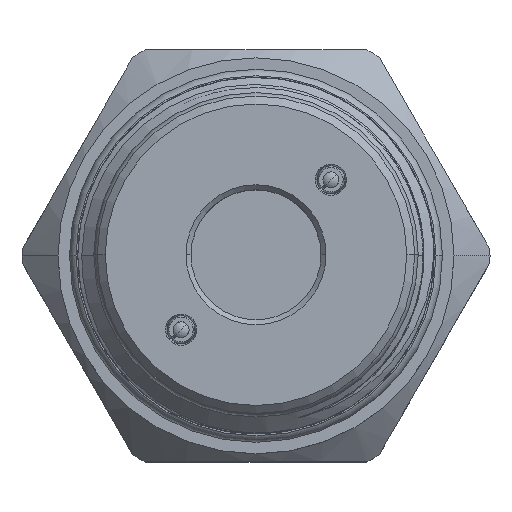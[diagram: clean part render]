
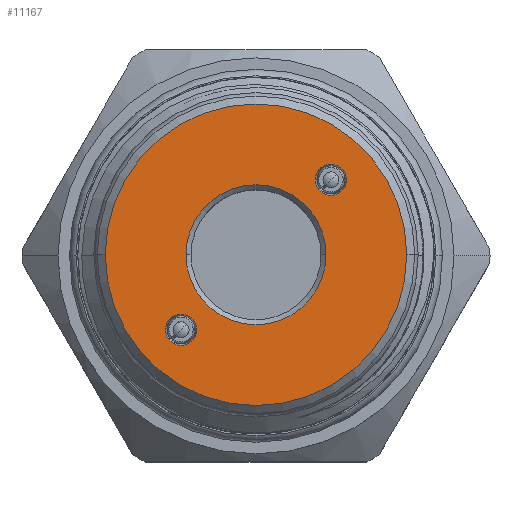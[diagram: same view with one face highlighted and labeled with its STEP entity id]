
A CAD part, top view. The second image highlights one B-rep face of the part: STEP entity #11167.
In plain terms, the highlighted planar face has unit normal (0, 0, 1).
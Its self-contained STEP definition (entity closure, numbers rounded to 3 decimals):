
#8 = CARTESIAN_POINT ( 'NONE',  ( -7.495, -7.495, 0. ) ) ;
#184 = VERTEX_POINT ( 'NONE', #10659 ) ;
#275 = AXIS2_PLACEMENT_3D ( 'NONE', #2534, #5216, #5104 ) ;
#443 = CARTESIAN_POINT ( 'NONE',  ( 7.495, 7.495, 0. ) ) ;
#476 = DIRECTION ( 'NONE',  ( 0., 0., 1. ) ) ;
#847 = AXIS2_PLACEMENT_3D ( 'NONE', #11743, #2452, #3693 ) ;
#958 = CARTESIAN_POINT ( 'NONE',  ( 7., 0., 0. ) ) ;
#973 = AXIS2_PLACEMENT_3D ( 'NONE', #16821, #7254, #3395 ) ;
#990 = ORIENTED_EDGE ( 'NONE', *, *, #11314, .F. ) ;
#1259 = EDGE_LOOP ( 'NONE', ( #5722, #9655 ) ) ;
#1409 = EDGE_CURVE ( 'NONE', #17004, #7720, #13435, .T. ) ;
#1500 = DIRECTION ( 'NONE',  ( -1., 0., 0. ) ) ;
#1709 = CARTESIAN_POINT ( 'NONE',  ( -9.056, -7.495, 0. ) ) ;
#1766 = AXIS2_PLACEMENT_3D ( 'NONE', #10265, #1972, #11381 ) ;
#1790 = AXIS2_PLACEMENT_3D ( 'NONE', #6926, #16296, #1500 ) ;
#1795 = DIRECTION ( 'NONE',  ( 0., 0., 1. ) ) ;
#1972 = DIRECTION ( 'NONE',  ( 0., 0., -1. ) ) ;
#2452 = DIRECTION ( 'NONE',  ( 0., 0., 1. ) ) ;
#2534 = CARTESIAN_POINT ( 'NONE',  ( 0., 0., 0. ) ) ;
#2627 = CIRCLE ( 'NONE', #1790, 15.075 ) ;
#2669 = AXIS2_PLACEMENT_3D ( 'NONE', #443, #1795, #11204 ) ;
#2685 = DIRECTION ( 'NONE',  ( -1., 0., 0. ) ) ;
#2885 = CARTESIAN_POINT ( 'NONE',  ( -15.075, 0., 0. ) ) ;
#2982 = CIRCLE ( 'NONE', #5041, 7. ) ;
#3395 = DIRECTION ( 'NONE',  ( -1., 0., 0. ) ) ;
#3490 = EDGE_LOOP ( 'NONE', ( #11852, #10514 ) ) ;
#3693 = DIRECTION ( 'NONE',  ( 1., 0., 0. ) ) ;
#3991 = CARTESIAN_POINT ( 'NONE',  ( 5.935, 7.495, 0. ) ) ;
#4041 = VERTEX_POINT ( 'NONE', #10081 ) ;
#4185 = FACE_OUTER_BOUND ( 'NONE', #1259, .T. ) ;
#4420 = CIRCLE ( 'NONE', #847, 1.561 ) ;
#4429 = EDGE_CURVE ( 'NONE', #184, #13222, #2627, .T. ) ;
#4610 = FACE_BOUND ( 'NONE', #3490, .T. ) ;
#5041 = AXIS2_PLACEMENT_3D ( 'NONE', #7215, #9880, #5743 ) ;
#5104 = DIRECTION ( 'NONE',  ( -1., 0., 0. ) ) ;
#5216 = DIRECTION ( 'NONE',  ( 0., 0., 1. ) ) ;
#5490 = ORIENTED_EDGE ( 'NONE', *, *, #10092, .F. ) ;
#5722 = ORIENTED_EDGE ( 'NONE', *, *, #14901, .T. ) ;
#5743 = DIRECTION ( 'NONE',  ( -1., 0., 0. ) ) ;
#6256 = EDGE_LOOP ( 'NONE', ( #990, #7115 ) ) ;
#6470 = ORIENTED_EDGE ( 'NONE', *, *, #9670, .F. ) ;
#6564 = AXIS2_PLACEMENT_3D ( 'NONE', #16635, #476, #16579 ) ;
#6926 = CARTESIAN_POINT ( 'NONE',  ( 0., 0., 0. ) ) ;
#7115 = ORIENTED_EDGE ( 'NONE', *, *, #11038, .F. ) ;
#7215 = CARTESIAN_POINT ( 'NONE',  ( 0., 0., 0. ) ) ;
#7254 = DIRECTION ( 'NONE',  ( 0., 0., -1. ) ) ;
#7618 = EDGE_CURVE ( 'NONE', #7720, #17004, #2982, .T. ) ;
#7720 = VERTEX_POINT ( 'NONE', #10117 ) ;
#8239 = DIRECTION ( 'NONE',  ( 0., 0., 1. ) ) ;
#8789 = AXIS2_PLACEMENT_3D ( 'NONE', #8, #8239, #2685 ) ;
#9119 = CARTESIAN_POINT ( 'NONE',  ( -5.935, -7.495, 0. ) ) ;
#9655 = ORIENTED_EDGE ( 'NONE', *, *, #4429, .T. ) ;
#9670 = EDGE_CURVE ( 'NONE', #12296, #4041, #11970, .T. ) ;
#9728 = VERTEX_POINT ( 'NONE', #1709 ) ;
#9880 = DIRECTION ( 'NONE',  ( 0., 0., -1. ) ) ;
#10081 = CARTESIAN_POINT ( 'NONE',  ( 9.056, 7.495, 0. ) ) ;
#10092 = EDGE_CURVE ( 'NONE', #4041, #12296, #4420, .T. ) ;
#10117 = CARTESIAN_POINT ( 'NONE',  ( -7., 0., 0. ) ) ;
#10265 = CARTESIAN_POINT ( 'NONE',  ( 0., 0., 0. ) ) ;
#10285 = EDGE_LOOP ( 'NONE', ( #5490, #6470 ) ) ;
#10514 = ORIENTED_EDGE ( 'NONE', *, *, #7618, .T. ) ;
#10659 = CARTESIAN_POINT ( 'NONE',  ( 15.075, 0., 0. ) ) ;
#10713 = VERTEX_POINT ( 'NONE', #9119 ) ;
#10880 = FACE_BOUND ( 'NONE', #10285, .T. ) ;
#11038 = EDGE_CURVE ( 'NONE', #10713, #9728, #16602, .T. ) ;
#11167 = ADVANCED_FACE ( 'NONE', ( #4610, #4185, #10880, #14465 ), #12625, .F. ) ;
#11204 = DIRECTION ( 'NONE',  ( 1., 0., 0. ) ) ;
#11314 = EDGE_CURVE ( 'NONE', #9728, #10713, #12135, .T. ) ;
#11381 = DIRECTION ( 'NONE',  ( -1., 0., 0. ) ) ;
#11743 = CARTESIAN_POINT ( 'NONE',  ( 7.495, 7.495, 0. ) ) ;
#11852 = ORIENTED_EDGE ( 'NONE', *, *, #1409, .T. ) ;
#11970 = CIRCLE ( 'NONE', #2669, 1.561 ) ;
#12135 = CIRCLE ( 'NONE', #8789, 1.561 ) ;
#12296 = VERTEX_POINT ( 'NONE', #3991 ) ;
#12625 = PLANE ( 'NONE',  #973 ) ;
#13222 = VERTEX_POINT ( 'NONE', #2885 ) ;
#13435 = CIRCLE ( 'NONE', #1766, 7. ) ;
#14465 = FACE_BOUND ( 'NONE', #6256, .T. ) ;
#14901 = EDGE_CURVE ( 'NONE', #13222, #184, #15497, .T. ) ;
#15497 = CIRCLE ( 'NONE', #275, 15.075 ) ;
#16296 = DIRECTION ( 'NONE',  ( 0., 0., 1. ) ) ;
#16579 = DIRECTION ( 'NONE',  ( -1., 0., 0. ) ) ;
#16602 = CIRCLE ( 'NONE', #6564, 1.561 ) ;
#16635 = CARTESIAN_POINT ( 'NONE',  ( -7.495, -7.495, 0. ) ) ;
#16821 = CARTESIAN_POINT ( 'NONE',  ( 0., 0., 0. ) ) ;
#17004 = VERTEX_POINT ( 'NONE', #958 ) ;
